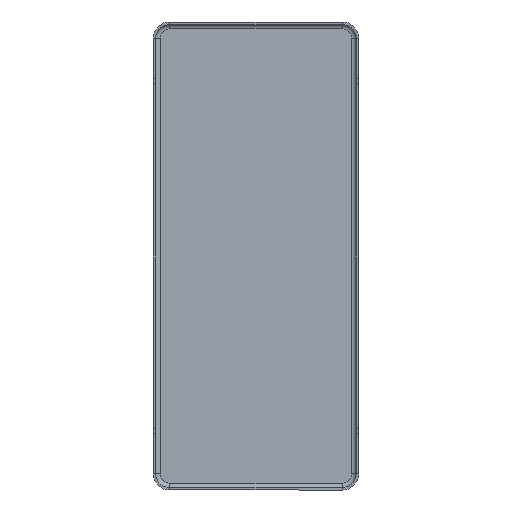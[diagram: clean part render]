
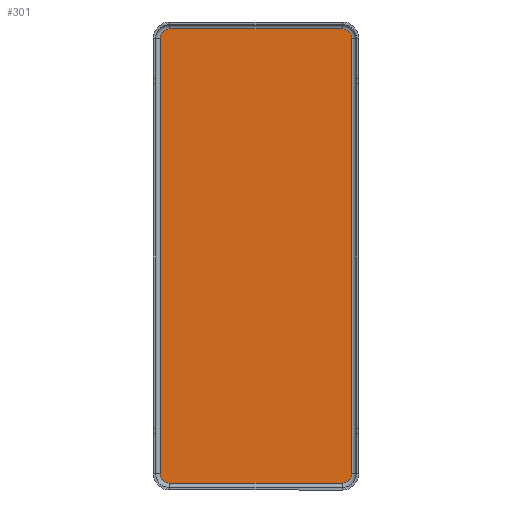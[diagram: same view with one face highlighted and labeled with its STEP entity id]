
A CAD part, front view. The second image highlights one B-rep face of the part: STEP entity #301.
In plain terms, the highlighted planar face has unit normal (0, -1, 0).
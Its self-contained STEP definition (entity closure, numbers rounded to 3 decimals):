
#17 = CARTESIAN_POINT ( 'NONE',  ( 11.15, -0.3, 25.3 ) ) ;
#31 = LINE ( 'NONE', #17, #516 ) ;
#37 = CARTESIAN_POINT ( 'NONE',  ( -10.05, -0.3, -26.4 ) ) ;
#81 = VECTOR ( 'NONE', #1663, 1000. ) ;
#98 = CARTESIAN_POINT ( 'NONE',  ( -11.15, -0.3, -25.3 ) ) ;
#116 = VERTEX_POINT ( 'NONE', #1488 ) ;
#135 = CARTESIAN_POINT ( 'NONE',  ( 10.05, -0.3, 25.3 ) ) ;
#155 = EDGE_CURVE ( 'NONE', #546, #446, #1520, .T. ) ;
#213 = ORIENTED_EDGE ( 'NONE', *, *, #732, .F. ) ;
#226 = VECTOR ( 'NONE', #813, 1000. ) ;
#236 = CARTESIAN_POINT ( 'NONE',  ( 10.05, -0.3, -25.3 ) ) ;
#247 = CARTESIAN_POINT ( 'NONE',  ( -10.05, -0.3, -25.3 ) ) ;
#248 = CIRCLE ( 'NONE', #891, 1.1 ) ;
#267 = DIRECTION ( 'NONE',  ( 0., 0., 1. ) ) ;
#296 = ORIENTED_EDGE ( 'NONE', *, *, #155, .F. ) ;
#301 = ADVANCED_FACE ( 'NONE', ( #1158 ), #1013, .T. ) ;
#389 = DIRECTION ( 'NONE',  ( 0., 1., 0. ) ) ;
#441 = ORIENTED_EDGE ( 'NONE', *, *, #863, .F. ) ;
#446 = VERTEX_POINT ( 'NONE', #1052 ) ;
#452 = CARTESIAN_POINT ( 'NONE',  ( -11.15, -0.3, -25.3 ) ) ;
#457 = AXIS2_PLACEMENT_3D ( 'NONE', #1301, #513, #1571 ) ;
#463 = VERTEX_POINT ( 'NONE', #545 ) ;
#500 = CARTESIAN_POINT ( 'NONE',  ( -10.05, -0.3, 26.4 ) ) ;
#513 = DIRECTION ( 'NONE',  ( 0., 1., 0. ) ) ;
#516 = VECTOR ( 'NONE', #1039, 1000. ) ;
#534 = AXIS2_PLACEMENT_3D ( 'NONE', #135, #921, #267 ) ;
#538 = CIRCLE ( 'NONE', #534, 1.1 ) ;
#545 = CARTESIAN_POINT ( 'NONE',  ( 10.05, -0.3, 26.4 ) ) ;
#546 = VERTEX_POINT ( 'NONE', #452 ) ;
#599 = ORIENTED_EDGE ( 'NONE', *, *, #886, .F. ) ;
#614 = CARTESIAN_POINT ( 'NONE',  ( 11.15, -0.3, -25.3 ) ) ;
#645 = ORIENTED_EDGE ( 'NONE', *, *, #843, .F. ) ;
#732 = EDGE_CURVE ( 'NONE', #1415, #463, #1678, .T. ) ;
#767 = VERTEX_POINT ( 'NONE', #1532 ) ;
#775 = DIRECTION ( 'NONE',  ( 0., -1., 0. ) ) ;
#790 = AXIS2_PLACEMENT_3D ( 'NONE', #247, #1145, #1011 ) ;
#813 = DIRECTION ( 'NONE',  ( -1., 0., 0. ) ) ;
#820 = EDGE_LOOP ( 'NONE', ( #1143, #213, #441, #296, #645, #1492, #849, #599 ) ) ;
#843 = EDGE_CURVE ( 'NONE', #1005, #546, #860, .T. ) ;
#849 = ORIENTED_EDGE ( 'NONE', *, *, #853, .F. ) ;
#853 = EDGE_CURVE ( 'NONE', #1305, #116, #248, .T. ) ;
#860 = CIRCLE ( 'NONE', #790, 1.1 ) ;
#863 = EDGE_CURVE ( 'NONE', #446, #1415, #1506, .T. ) ;
#872 = CARTESIAN_POINT ( 'NONE',  ( -10.05, -0.3, 26.4 ) ) ;
#886 = EDGE_CURVE ( 'NONE', #767, #1305, #31, .T. ) ;
#891 = AXIS2_PLACEMENT_3D ( 'NONE', #236, #389, #1288 ) ;
#916 = CARTESIAN_POINT ( 'NONE',  ( 10.05, -0.3, -26.4 ) ) ;
#921 = DIRECTION ( 'NONE',  ( 0., 1., 0. ) ) ;
#935 = LINE ( 'NONE', #916, #226 ) ;
#957 = EDGE_CURVE ( 'NONE', #463, #767, #538, .T. ) ;
#990 = EDGE_CURVE ( 'NONE', #116, #1005, #935, .T. ) ;
#1005 = VERTEX_POINT ( 'NONE', #37 ) ;
#1011 = DIRECTION ( 'NONE',  ( 0., 0., 1. ) ) ;
#1013 = PLANE ( 'NONE',  #1616 ) ;
#1039 = DIRECTION ( 'NONE',  ( 0., 0., -1. ) ) ;
#1052 = CARTESIAN_POINT ( 'NONE',  ( -11.15, -0.3, 25.3 ) ) ;
#1140 = DIRECTION ( 'NONE',  ( 0., 0., -1. ) ) ;
#1143 = ORIENTED_EDGE ( 'NONE', *, *, #957, .F. ) ;
#1145 = DIRECTION ( 'NONE',  ( 0., 1., 0. ) ) ;
#1158 = FACE_OUTER_BOUND ( 'NONE', #820, .T. ) ;
#1274 = VECTOR ( 'NONE', #1410, 1000. ) ;
#1288 = DIRECTION ( 'NONE',  ( 0., 0., 1. ) ) ;
#1301 = CARTESIAN_POINT ( 'NONE',  ( -10.05, -0.3, 25.3 ) ) ;
#1305 = VERTEX_POINT ( 'NONE', #614 ) ;
#1410 = DIRECTION ( 'NONE',  ( 1., 0., 0. ) ) ;
#1415 = VERTEX_POINT ( 'NONE', #500 ) ;
#1488 = CARTESIAN_POINT ( 'NONE',  ( 10.05, -0.3, -26.4 ) ) ;
#1492 = ORIENTED_EDGE ( 'NONE', *, *, #990, .F. ) ;
#1506 = CIRCLE ( 'NONE', #457, 1.1 ) ;
#1520 = LINE ( 'NONE', #98, #81 ) ;
#1532 = CARTESIAN_POINT ( 'NONE',  ( 11.15, -0.3, 25.3 ) ) ;
#1562 = CARTESIAN_POINT ( 'NONE',  ( 10.05, -0.3, 25.3 ) ) ;
#1571 = DIRECTION ( 'NONE',  ( 0., 0., 1. ) ) ;
#1616 = AXIS2_PLACEMENT_3D ( 'NONE', #1562, #775, #1140 ) ;
#1663 = DIRECTION ( 'NONE',  ( 0., 0., 1. ) ) ;
#1678 = LINE ( 'NONE', #872, #1274 ) ;
